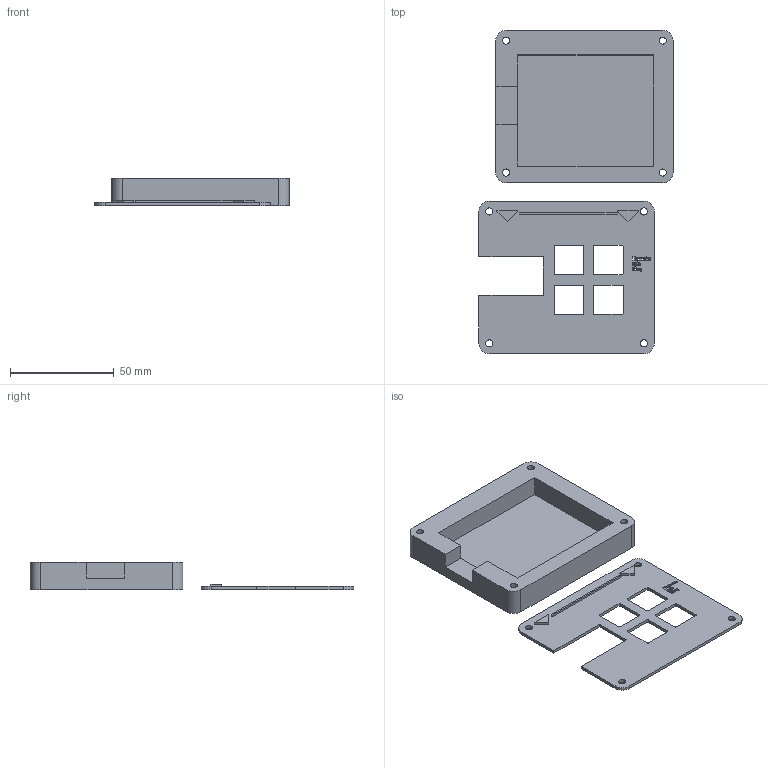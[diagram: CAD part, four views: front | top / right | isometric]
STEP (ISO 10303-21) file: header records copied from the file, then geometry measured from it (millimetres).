
FILE_DESCRIPTION(/* description */ (''),/* implementation_level */ '2;1');
FILE_NAME(/* name */ 'EpicThing.step',/* time_stamp */ '2025-12-04T09:24:42-05:00',/* author */ (''),/* organization */ (''),/* preprocessor_version */ 'ST-DEVELOPER v20.1',/* originating_system */ 'Autodesk Translation Framework v14.21.0.0',/* authorisation */ '');
FILE_SCHEMA (('AUTOMOTIVE_DESIGN { 1 0 10303 214 3 1 1 }'));
Length unit declared in the file: millimetre
Products named in the file (3): 2025-12-03-17-08-52-897; 2025-12-03-16-07-13-757; 2025-12-03-16-08-03-563
Assembly tree (2 placements, depth 3):
  2025-12-03-17-08-52-897
    2025-12-03-16-07-13-757
      2025-12-03-16-08-03-563
Bounding box: 93.38 x 155.51 x 13 mm (x, y, z)
Volume: 51292 mm3; surface area: 30073.5 mm2
Topology: 7 solids, 7 shells, 437 faces, 1248 edges, 832 vertices
Faces by surface type: bspline 230, plane 171, cylinder 36
Full cylindrical faces by diameter (mm): 3.4 x8, 6 x4
Entity records: 16947 total; most frequent: CARTESIAN_POINT 6876, ORIENTED_EDGE 2496, DIRECTION 1284, EDGE_CURVE 1248, VERTEX_POINT 832, LINE 716, VECTOR 716, EDGE_LOOP 504
